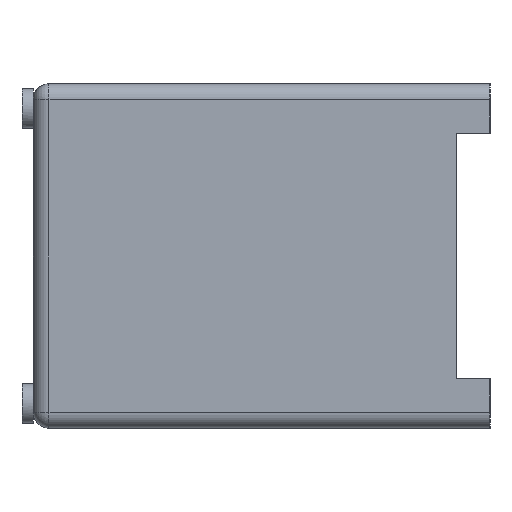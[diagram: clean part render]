
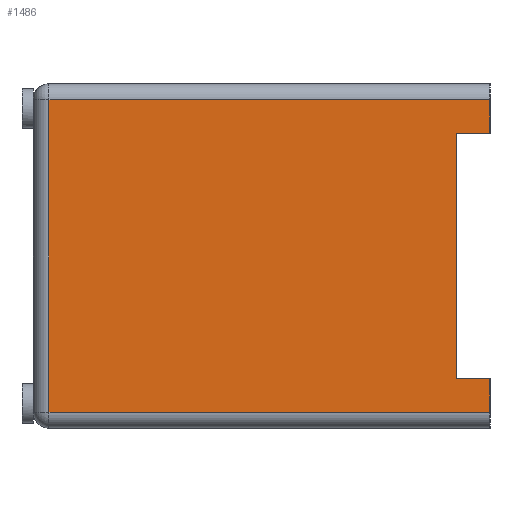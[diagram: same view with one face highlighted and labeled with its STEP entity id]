
A CAD part, left-side view. The second image highlights one B-rep face of the part: STEP entity #1486.
In plain terms, the highlighted planar face has unit normal (-1, 0, 0).
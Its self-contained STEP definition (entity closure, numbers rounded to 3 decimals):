
#39 = VERTEX_POINT ( 'NONE', #2101 ) ;
#97 = LINE ( 'NONE', #831, #573 ) ;
#168 = VERTEX_POINT ( 'NONE', #2213 ) ;
#178 = VERTEX_POINT ( 'NONE', #592 ) ;
#199 = DIRECTION ( 'NONE',  ( 0., -1., 0. ) ) ;
#226 = DIRECTION ( 'NONE',  ( 0., 0., -1. ) ) ;
#251 = VECTOR ( 'NONE', #199, 1000. ) ;
#252 = LINE ( 'NONE', #1302, #1585 ) ;
#262 = CARTESIAN_POINT ( 'NONE',  ( 0., 0., -38.862 ) ) ;
#277 = EDGE_CURVE ( 'NONE', #168, #2078, #658, .T. ) ;
#326 = ORIENTED_EDGE ( 'NONE', *, *, #1736, .T. ) ;
#328 = EDGE_CURVE ( 'NONE', #2125, #1556, #97, .T. ) ;
#412 = EDGE_CURVE ( 'NONE', #1556, #1524, #252, .T. ) ;
#425 = LINE ( 'NONE', #1147, #2349 ) ;
#438 = CARTESIAN_POINT ( 'NONE',  ( 0., 0., -37.084 ) ) ;
#441 = DIRECTION ( 'NONE',  ( 0., -1., 0. ) ) ;
#448 = ORIENTED_EDGE ( 'NONE', *, *, #672, .F. ) ;
#458 = ORIENTED_EDGE ( 'NONE', *, *, #277, .T. ) ;
#529 = EDGE_LOOP ( 'NONE', ( #1810, #326, #458, #1162, #1604, #448, #1357, #2176 ) ) ;
#562 = EDGE_CURVE ( 'NONE', #1938, #2078, #2057, .T. ) ;
#573 = VECTOR ( 'NONE', #1543, 1000. ) ;
#577 = LINE ( 'NONE', #438, #251 ) ;
#592 = CARTESIAN_POINT ( 'NONE',  ( 0., 49.784, -37.084 ) ) ;
#643 = DIRECTION ( 'NONE',  ( -1., 0., 0. ) ) ;
#658 = LINE ( 'NONE', #262, #1168 ) ;
#672 = EDGE_CURVE ( 'NONE', #2125, #39, #2326, .T. ) ;
#714 = EDGE_CURVE ( 'NONE', #1524, #178, #425, .T. ) ;
#768 = DIRECTION ( 'NONE',  ( 0., 1., 0. ) ) ;
#831 = CARTESIAN_POINT ( 'NONE',  ( 0., 0., -38.862 ) ) ;
#868 = CARTESIAN_POINT ( 'NONE',  ( 0., 0., -33.274 ) ) ;
#949 = VECTOR ( 'NONE', #441, 1000. ) ;
#967 = LINE ( 'NONE', #1468, #1984 ) ;
#1005 = DIRECTION ( 'NONE',  ( 0., 0., 1. ) ) ;
#1092 = DIRECTION ( 'NONE',  ( 0., 0., -1. ) ) ;
#1147 = CARTESIAN_POINT ( 'NONE',  ( 0., 49.784, -38.862 ) ) ;
#1162 = ORIENTED_EDGE ( 'NONE', *, *, #562, .F. ) ;
#1168 = VECTOR ( 'NONE', #1381, 1000. ) ;
#1220 = VECTOR ( 'NONE', #1968, 1000. ) ;
#1302 = CARTESIAN_POINT ( 'NONE',  ( 0., 51.562, -1.778 ) ) ;
#1357 = ORIENTED_EDGE ( 'NONE', *, *, #328, .T. ) ;
#1381 = DIRECTION ( 'NONE',  ( 0., 0., 1. ) ) ;
#1391 = PLANE ( 'NONE',  #1922 ) ;
#1409 = CARTESIAN_POINT ( 'NONE',  ( 0., 0., -5.588 ) ) ;
#1443 = CARTESIAN_POINT ( 'NONE',  ( 0., 0., -1.778 ) ) ;
#1468 = CARTESIAN_POINT ( 'NONE',  ( 0., 3.81, -33.274 ) ) ;
#1486 = ADVANCED_FACE ( 'NONE', ( #1743 ), #1391, .T. ) ;
#1524 = VERTEX_POINT ( 'NONE', #1526 ) ;
#1526 = CARTESIAN_POINT ( 'NONE',  ( 0., 49.784, -1.778 ) ) ;
#1543 = DIRECTION ( 'NONE',  ( 0., 0., 1. ) ) ;
#1556 = VERTEX_POINT ( 'NONE', #1443 ) ;
#1585 = VECTOR ( 'NONE', #768, 1000. ) ;
#1587 = CARTESIAN_POINT ( 'NONE',  ( 0., 3.81, -5.588 ) ) ;
#1604 = ORIENTED_EDGE ( 'NONE', *, *, #1757, .F. ) ;
#1736 = EDGE_CURVE ( 'NONE', #178, #168, #577, .T. ) ;
#1743 = FACE_OUTER_BOUND ( 'NONE', #529, .T. ) ;
#1757 = EDGE_CURVE ( 'NONE', #39, #1938, #967, .T. ) ;
#1810 = ORIENTED_EDGE ( 'NONE', *, *, #714, .T. ) ;
#1922 = AXIS2_PLACEMENT_3D ( 'NONE', #2082, #643, #1005 ) ;
#1938 = VERTEX_POINT ( 'NONE', #2132 ) ;
#1968 = DIRECTION ( 'NONE',  ( 0., 1., 0. ) ) ;
#1984 = VECTOR ( 'NONE', #226, 1000. ) ;
#2057 = LINE ( 'NONE', #2248, #949 ) ;
#2078 = VERTEX_POINT ( 'NONE', #868 ) ;
#2082 = CARTESIAN_POINT ( 'NONE',  ( 0., 0., -38.862 ) ) ;
#2101 = CARTESIAN_POINT ( 'NONE',  ( 0., 3.81, -5.588 ) ) ;
#2125 = VERTEX_POINT ( 'NONE', #1409 ) ;
#2132 = CARTESIAN_POINT ( 'NONE',  ( 0., 3.81, -33.274 ) ) ;
#2176 = ORIENTED_EDGE ( 'NONE', *, *, #412, .T. ) ;
#2213 = CARTESIAN_POINT ( 'NONE',  ( 0., 0., -37.084 ) ) ;
#2248 = CARTESIAN_POINT ( 'NONE',  ( 0., 3.81, -33.274 ) ) ;
#2326 = LINE ( 'NONE', #1587, #1220 ) ;
#2349 = VECTOR ( 'NONE', #1092, 1000. ) ;
